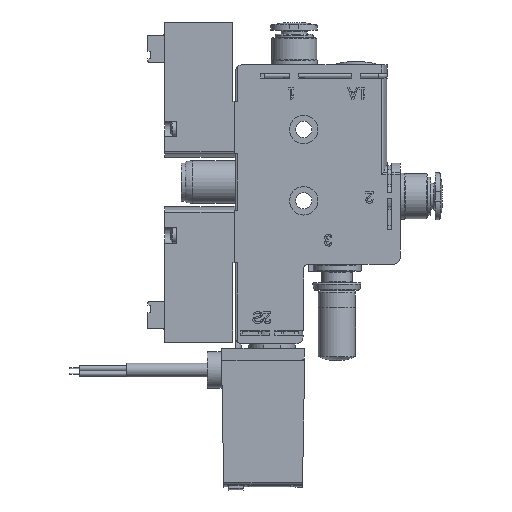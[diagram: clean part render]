
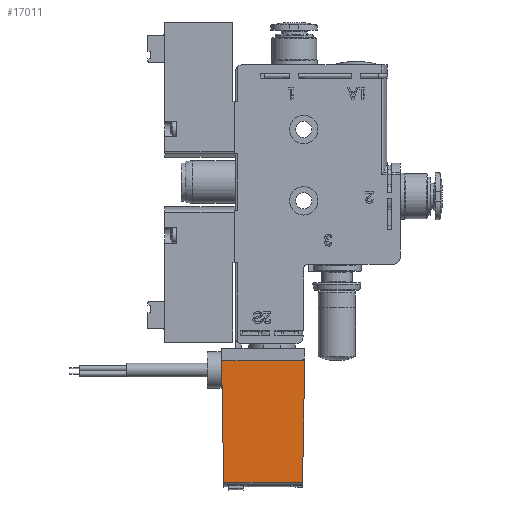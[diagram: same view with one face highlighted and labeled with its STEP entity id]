
A CAD part, left-side view. The second image highlights one B-rep face of the part: STEP entity #17011.
In plain terms, the highlighted face is planar.
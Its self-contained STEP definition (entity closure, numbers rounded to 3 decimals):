
#3689=ORIENTED_EDGE('',*,*,#5845,.F.);
#3690=ORIENTED_EDGE('',*,*,#5846,.F.);
#3691=ORIENTED_EDGE('',*,*,#5775,.F.);
#3692=ORIENTED_EDGE('',*,*,#5767,.T.);
#5767=EDGE_CURVE('',#7116,#7115,#8305,.T.);
#5775=EDGE_CURVE('',#7116,#7123,#8311,.T.);
#5845=EDGE_CURVE('',#7185,#7115,#8363,.T.);
#5846=EDGE_CURVE('',#7123,#7185,#8364,.T.);
#7115=VERTEX_POINT('',#25322);
#7116=VERTEX_POINT('',#25324);
#7123=VERTEX_POINT('',#25340);
#7185=VERTEX_POINT('',#25480);
#8305=LINE('',#25323,#9438);
#8311=LINE('',#25339,#9444);
#8363=LINE('',#25479,#9496);
#8364=LINE('',#25481,#9497);
#9438=VECTOR('',#21339,1000.);
#9444=VECTOR('',#21351,1000.);
#9496=VECTOR('',#21455,1000.);
#9497=VECTOR('',#21456,1000.);
#10463=EDGE_LOOP('',(#3689,#3690,#3691,#3692));
#11523=FACE_BOUND('',#10463,.T.);
#12160=PLANE('',#18223);
#17011=ADVANCED_FACE('',(#11523),#12160,.F.);
#18223=AXIS2_PLACEMENT_3D('',#25478,#21453,#21454);
#21339=DIRECTION('',(-1.,0.,0.));
#21351=DIRECTION('',(-0.017,1.,0.009));
#21453=DIRECTION('',(0.,-0.009,1.));
#21454=DIRECTION('',(0.,-1.,-0.009));
#21455=DIRECTION('',(-0.017,-1.,-0.009));
#21456=DIRECTION('',(-1.,0.,0.));
#25322=CARTESIAN_POINT('',(-8.75,0.,-4.75));
#25323=CARTESIAN_POINT('',(8.75,0.,-4.75));
#25324=CARTESIAN_POINT('',(8.75,0.,-4.75));
#25339=CARTESIAN_POINT('',(8.75,0.,-4.75));
#25340=CARTESIAN_POINT('',(8.302,25.668,-4.526));
#25478=CARTESIAN_POINT('',(8.75,0.,-4.75));
#25479=CARTESIAN_POINT('',(-8.745,0.305,-4.747));
#25480=CARTESIAN_POINT('',(-8.302,25.668,-4.526));
#25481=CARTESIAN_POINT('',(8.75,25.668,-4.526));
